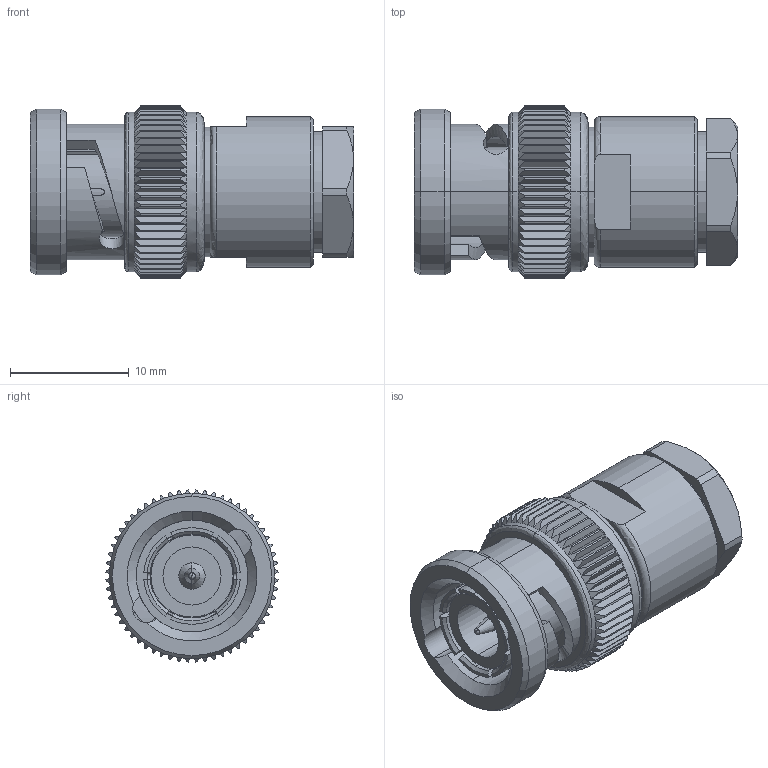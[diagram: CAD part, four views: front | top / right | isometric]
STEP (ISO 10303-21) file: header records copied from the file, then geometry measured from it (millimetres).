
FILE_DESCRIPTION (( 'STEP AP203' ), '1' );
FILE_NAME ('PE4023.step', '2018-09-19T22:59:06', ( '' ), ( '' ), 'SwSTEP 2.0', 'SolidWorks 2017', '' );
FILE_SCHEMA (( 'CONFIG_CONTROL_DESIGN' ));
Length unit declared in the file: inch
Products named in the file (1): PE4023
Bounding box: 27.18 x 14.46 x 14.46 mm (x, y, z)
Volume: 2685.4 mm3; surface area: 2887.5 mm2
Topology: 1 solids, 3 shells, 478 faces, 1104 edges, 644 vertices
Faces by surface type: plane 175, cone 155, cylinder 132, bspline 14, torus 2
Entity records: 15393 total; most frequent: CARTESIAN_POINT 4951, ORIENTED_EDGE 2208, DIRECTION 2119, EDGE_CURVE 1104, AXIS2_PLACEMENT_3D 880, VERTEX_POINT 644, EDGE_LOOP 498, ADVANCED_FACE 478
